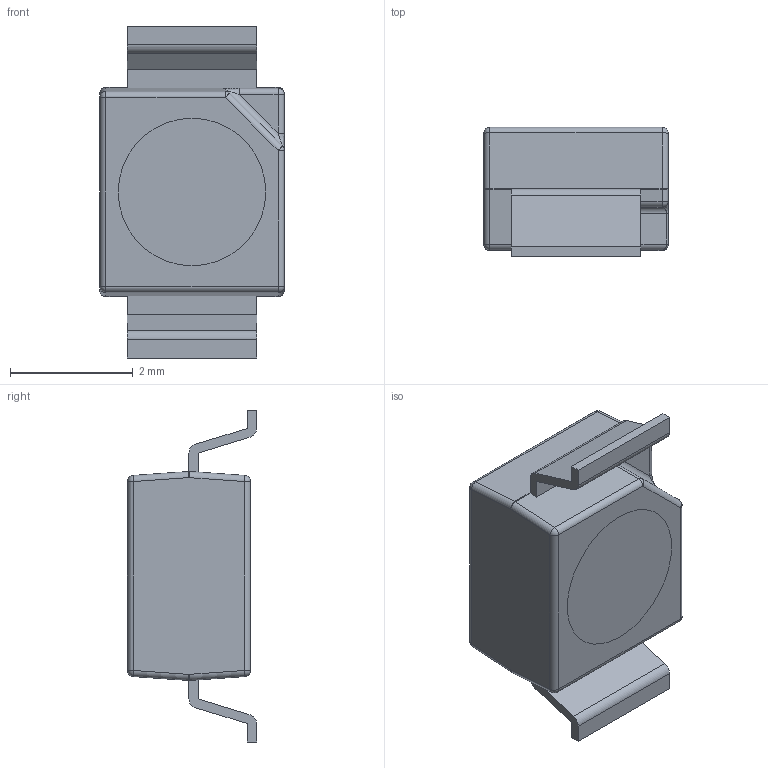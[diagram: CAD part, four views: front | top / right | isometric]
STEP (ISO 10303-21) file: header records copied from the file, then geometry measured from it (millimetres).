
FILE_DESCRIPTION (( 'STEP AP214' ), '1' );
FILE_NAME ('DE2E538F-EC5A-433B-BE2A-AE5C133837D7.STEP', '2023-10-01T07:54:36', ( '' ), ( '' ), 'SwSTEP 2.0', 'SolidWorks 2022', '' );
FILE_SCHEMA (( 'AUTOMOTIVE_DESIGN' ));
Length unit declared in the file: millimetre
Products named in the file (1): DE2E538F-EC5A-433B-BE2A-AE5C133837D7
Bounding box: 3 x 2.1 x 5.4 mm (x, y, z)
Volume: 20.7 mm3; surface area: 72.3 mm2
Topology: 2 solids, 2 shells, 86 faces, 204 edges, 113 vertices
Faces by surface type: cylinder 32, plane 31, sphere 16, cone 4, bspline 3
Entity records: 3382 total; most frequent: CARTESIAN_POINT 457, DIRECTION 430, ORIENTED_EDGE 388, EDGE_CURVE 194, AXIS2_PLACEMENT_3D 158, VECTOR 114, LINE 114, VERTEX_POINT 113
